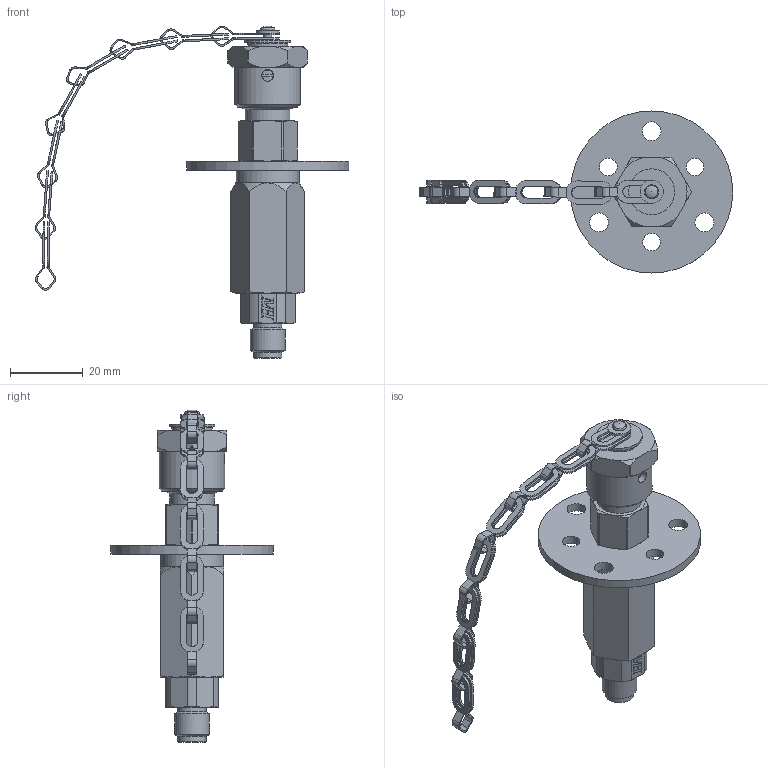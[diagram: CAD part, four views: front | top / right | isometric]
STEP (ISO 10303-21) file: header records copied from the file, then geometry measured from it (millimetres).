
FILE_DESCRIPTION(('STEP AP214'),'1');
FILE_NAME('00BLT-1024-04 (Assembly, Bulkhead Refill, Scott 916-18 Inlet Version Matrix).stp','2024-03-28T20:54:21',(' '),(' '),'Spatial InterOp 3D',' ',' ');
FILE_SCHEMA(('AUTOMOTIVE_DESIGN { 1 0 10303 214 1 1 1 1 }'));
Length unit declared in the file: inch
Products named in the file (20): 00BLT-1024-xx$G2 (Assembly, Bulkhead Refill, Scott 9/16-18 Inlet Version Matrix); 0CV04-0304-00[=B] (Bulkhead, Check-Valve Body, Poppet Style, 2x SAE-4M) [00]; Poppet & O-ring [GROUP] [Updated for 3003 EPDM O-ring]; 09001-3003-70 (O-ring, EPDM, 2-003, E70); 0CV02-0201-00[=A] (Poppet, 0.25 Dia.) [PLM CV02-201-000]; 09007-0001-00 (Retaining Ring, 1/4" Internal, SS) [Rotor Clip HO-25SS MPS B100]; 09001-3904-70 (O-ring, EPDM, 3-904 (SAE-4), E70); 0CV04-0203-00$-0 (Check-Valve Body, Poppet Style, Scott 9/16-18 x SAE-4M, SS); #817; #825; 0CP02-0103-01$-2 (Cap & Chain Assembly, Scott 9/16-18); #844; 09030-0102-32 (Shim, Flat-washer type, Ø.094id x Ø.250od x .032h, Brass); 09300-0001-00 (2/0 Brass Safety Chain) [Exploded path]; Link; 09030-0104-30 (Shim, Flat-washer type, Ø.092id x Ø.496od x .030h, Brass); CP02-201-001$A [0TA01-0201-01] (Vented Nut, Scott 9/16-18 AS1219, Top-Hex); CP02-207[=-] [0CP02-0207-00] (Protector Nipple for Scott 9/16-18 Vented Nut); 09001-3008-75 (O-ring, EPDM, 2-008, E75); 0CV02-0257-00$E2 (Check-Valve Body, Poppet Style, AN800 (3/8-24, 37.5°) x SAE-4M, SS) [Kernal]
Assembly tree (27 placements, depth 4):
  00BLT-1024-xx$G2 (Assembly, Bulkhead Refill, Scott 9/16-18 Inlet Version Matrix)
    0CV04-0304-00[=B] (Bulkhead, Check-Valve Body, Poppet Style, 2x SAE-4M) [00]
    Poppet & O-ring [GROUP] [Updated for 3003 EPDM O-ring]
      09001-3003-70 (O-ring, EPDM, 2-003, E70)
      0CV02-0201-00[=A] (Poppet, 0.25 Dia.) [PLM CV02-201-000]
    09007-0001-00 (Retaining Ring, 1/4" Internal, SS) [Rotor Clip HO-25SS MPS B100]
    09001-3904-70 (O-ring, EPDM, 3-904 (SAE-4), E70)  x2
    0CV04-0203-00$-0 (Check-Valve Body, Poppet Style, Scott 9/16-18 x SAE-4M, SS)
    #817
    #825
    0CP02-0103-01$-2 (Cap & Chain Assembly, Scott 9/16-18)
      #844
      09030-0102-32 (Shim, Flat-washer type, Ø.094id x Ø.250od x .032h, Brass)
      09300-0001-00 (2/0 Brass Safety Chain) [Exploded path]
        Link  x8
      09030-0104-30 (Shim, Flat-washer type, Ø.092id x Ø.496od x .030h, Brass)
      CP02-201-001$A [0TA01-0201-01] (Vented Nut, Scott 9/16-18 AS1219, Top-Hex)
      CP02-207[=-] [0CP02-0207-00] (Protector Nipple for Scott 9/16-18 Vented Nut)
      09001-3008-75 (O-ring, EPDM, 2-008, E75)
    0CV02-0257-00$E2 (Check-Valve Body, Poppet Style, AN800 (3/8-24, 37.5°) x SAE-4M, SS) [Kernal]
Bounding box: 85.94 x 44.45 x 91.02 mm (x, y, z)
Volume: 19918.4 mm3; surface area: 17202.2 mm2
Topology: 24 solids, 24 shells, 711 faces, 1839 edges, 1205 vertices
Faces by surface type: plane 389, cylinder 215, cone 84, torus 12, revolution 10, sphere 1
Full cylindrical faces by diameter (mm): 0.762 x2, 0.889 x4, 1.016 x2, 1.575 x2, 1.626 x1, 2.184 x2, 2.337 x1, 2.388 x1, 3.175 x1, 3.454 x2, 3.962 x1, 4.166 x4, 4.75 x1, 4.851 x3, 5.156 x3, 5.715 x1, 6.35 x7, 6.807 x3, 7.747 x2, 8.001 x1, 9.246 x2, 9.525 x1, 9.922 x2, 10.973 x1, 11.112 x4, 11.125 x1, 12.192 x2, 12.598 x1, 12.7 x1, 12.903 x1
Entity records: 16593 total; most frequent: CARTESIAN_POINT 3072, DIRECTION 1980, ORIENTED_EDGE 1804, EDGE_CURVE 902, AXIS2_PLACEMENT_3D 743, VERTEX_POINT 645, EDGE_LOOP 612, FACE_OUTER_BOUND 502
